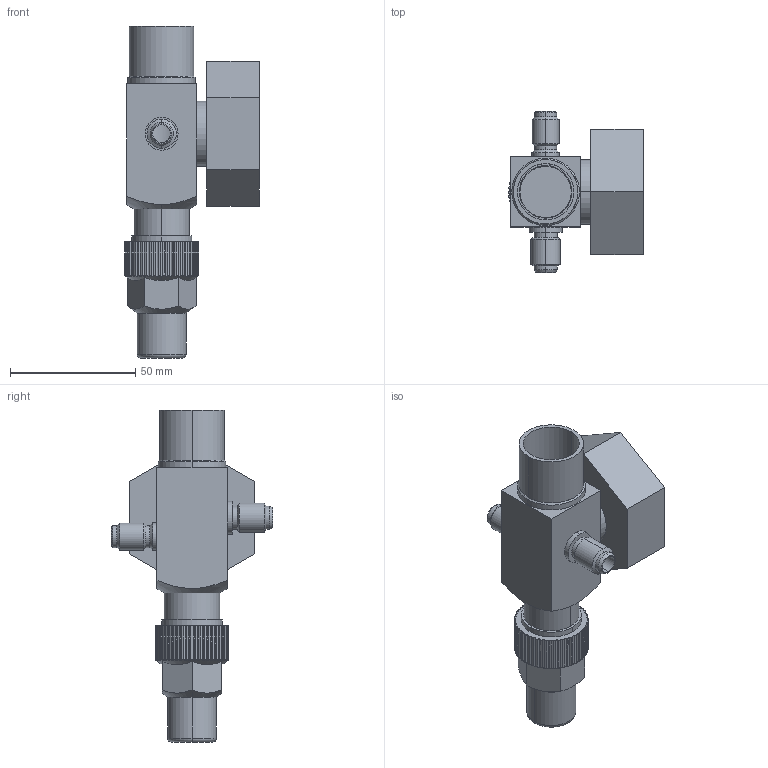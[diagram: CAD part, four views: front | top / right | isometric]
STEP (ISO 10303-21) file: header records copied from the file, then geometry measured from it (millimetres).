
FILE_DESCRIPTION((''),'2;1');
FILE_NAME('6804505V07','2023-04-04T10:48:36',('U375483'),('DANFOSS COMMERCIAL COMPRESSOR'),'CREO PARAMETRIC BY PTC INC, 2022124','CREO PARAMETRIC BY PTC INC, 2022124','');
FILE_SCHEMA(('CONFIG_CONTROL_DESIGN'));
Length unit declared in the file: millimetre
Products named in the file (1): 6804505V07
Bounding box: 53.75 x 64.4 x 132.5 mm (x, y, z)
Volume: 76498.2 mm3; surface area: 30496 mm2
Topology: 1 solids, 1 shells, 225 faces, 617 edges, 408 vertices
Faces by surface type: cylinder 168, plane 33, cone 22, torus 2
Entity records: 8063 total; most frequent: CARTESIAN_POINT 2204, DIRECTION 1257, ORIENTED_EDGE 1234, EDGE_CURVE 617, AXIS2_PLACEMENT_3D 517, VERTEX_POINT 408, CIRCLE 292, EDGE_LOOP 245
